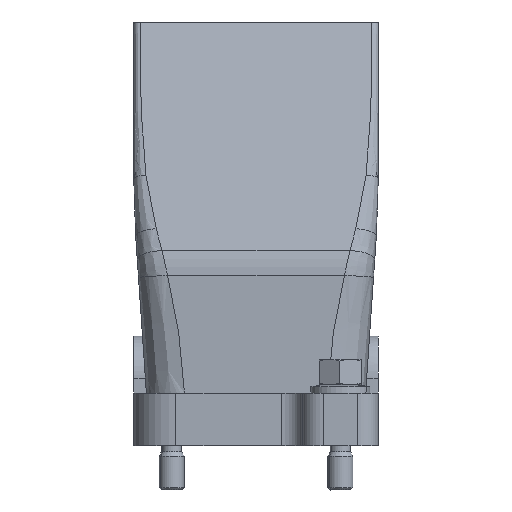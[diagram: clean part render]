
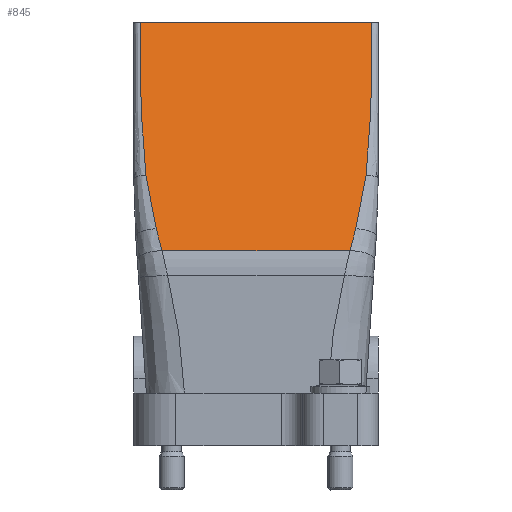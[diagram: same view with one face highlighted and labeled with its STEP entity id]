
A CAD part, front view. The second image highlights one B-rep face of the part: STEP entity #845.
In plain terms, the highlighted planar face has unit normal (0, -0.956, 0.293).
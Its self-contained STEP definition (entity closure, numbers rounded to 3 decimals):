
#744=AXIS2_PLACEMENT_3D('Plane Axis2P3D',#741,#742,#743) ;
#680=CARTESIAN_POINT('Vertex',(1.5,38.5,111.)) ;
#714=CARTESIAN_POINT('Vertex',(2.899,27.355,74.66)) ;
#718=CARTESIAN_POINT('Control Point',(2.899,27.355,74.66)) ;
#719=CARTESIAN_POINT('Control Point',(2.48,28.465,78.278)) ;
#720=CARTESIAN_POINT('Control Point',(2.159,29.577,81.904)) ;
#721=CARTESIAN_POINT('Control Point',(1.929,30.69,85.533)) ;
#722=CARTESIAN_POINT('Control Point',(1.693,32.361,90.982)) ;
#723=CARTESIAN_POINT('Control Point',(1.578,34.032,96.433)) ;
#724=CARTESIAN_POINT('Control Point',(1.551,34.59,98.25)) ;
#725=CARTESIAN_POINT('Control Point',(1.52,35.519,101.28)) ;
#726=CARTESIAN_POINT('Control Point',(1.506,36.448,104.311)) ;
#727=CARTESIAN_POINT('Control Point',(1.503,36.821,105.524)) ;
#728=CARTESIAN_POINT('Control Point',(1.501,37.356,107.269)) ;
#729=CARTESIAN_POINT('Control Point',(1.5,37.891,109.014)) ;
#730=CARTESIAN_POINT('Control Point',(1.5,38.09,109.663)) ;
#731=CARTESIAN_POINT('Control Point',(1.5,38.299,110.343)) ;
#732=CARTESIAN_POINT('Control Point',(1.5,38.5,111.)) ;
#741=CARTESIAN_POINT('Axis2P3D Location',(29.,38.5,111.)) ;
#747=CARTESIAN_POINT('Control Point',(5.338,23.463,61.97)) ;
#748=CARTESIAN_POINT('Control Point',(4.746,24.158,64.235)) ;
#749=CARTESIAN_POINT('Control Point',(4.21,24.857,66.513)) ;
#750=CARTESIAN_POINT('Control Point',(3.744,25.56,68.805)) ;
#751=CARTESIAN_POINT('Control Point',(3.318,26.342,71.358)) ;
#752=CARTESIAN_POINT('Control Point',(2.989,27.129,73.923)) ;
#753=CARTESIAN_POINT('Control Point',(2.958,27.204,74.169)) ;
#754=CARTESIAN_POINT('Control Point',(2.928,27.28,74.414)) ;
#755=CARTESIAN_POINT('Control Point',(2.899,27.355,74.66)) ;
#756=CARTESIAN_POINT('Vertex',(5.338,23.463,61.97)) ;
#760=CARTESIAN_POINT('Control Point',(6.684,21.879,56.804)) ;
#761=CARTESIAN_POINT('Control Point',(6.629,21.943,57.014)) ;
#762=CARTESIAN_POINT('Control Point',(6.574,22.007,57.223)) ;
#763=CARTESIAN_POINT('Control Point',(6.52,22.072,57.432)) ;
#764=CARTESIAN_POINT('Control Point',(6.417,22.192,57.823)) ;
#765=CARTESIAN_POINT('Control Point',(6.314,22.311,58.214)) ;
#766=CARTESIAN_POINT('Control Point',(6.234,22.406,58.523)) ;
#767=CARTESIAN_POINT('Control Point',(6.022,22.653,59.329)) ;
#768=CARTESIAN_POINT('Control Point',(5.813,22.899,60.129)) ;
#769=CARTESIAN_POINT('Control Point',(5.66,23.08,60.72)) ;
#770=CARTESIAN_POINT('Control Point',(5.498,23.272,61.345)) ;
#771=CARTESIAN_POINT('Control Point',(5.338,23.463,61.97)) ;
#772=CARTESIAN_POINT('Vertex',(6.684,21.879,56.804)) ;
#775=CARTESIAN_POINT('Line Origine',(29.,21.879,56.804)) ;
#779=CARTESIAN_POINT('Vertex',(51.316,21.879,56.804)) ;
#783=CARTESIAN_POINT('Control Point',(51.316,21.879,56.804)) ;
#784=CARTESIAN_POINT('Control Point',(51.371,21.943,57.014)) ;
#785=CARTESIAN_POINT('Control Point',(51.426,22.007,57.223)) ;
#786=CARTESIAN_POINT('Control Point',(51.48,22.072,57.432)) ;
#787=CARTESIAN_POINT('Control Point',(51.583,22.192,57.823)) ;
#788=CARTESIAN_POINT('Control Point',(51.686,22.311,58.214)) ;
#789=CARTESIAN_POINT('Control Point',(51.766,22.406,58.523)) ;
#790=CARTESIAN_POINT('Control Point',(51.978,22.653,59.329)) ;
#791=CARTESIAN_POINT('Control Point',(52.187,22.899,60.129)) ;
#792=CARTESIAN_POINT('Control Point',(52.34,23.08,60.72)) ;
#793=CARTESIAN_POINT('Control Point',(52.502,23.272,61.345)) ;
#794=CARTESIAN_POINT('Control Point',(52.662,23.463,61.97)) ;
#795=CARTESIAN_POINT('Vertex',(52.662,23.463,61.97)) ;
#799=CARTESIAN_POINT('Control Point',(52.662,23.463,61.97)) ;
#800=CARTESIAN_POINT('Control Point',(53.254,24.158,64.235)) ;
#801=CARTESIAN_POINT('Control Point',(53.79,24.857,66.513)) ;
#802=CARTESIAN_POINT('Control Point',(54.256,25.56,68.805)) ;
#803=CARTESIAN_POINT('Control Point',(54.682,26.342,71.358)) ;
#804=CARTESIAN_POINT('Control Point',(55.011,27.129,73.923)) ;
#805=CARTESIAN_POINT('Control Point',(55.042,27.204,74.169)) ;
#806=CARTESIAN_POINT('Control Point',(55.072,27.28,74.414)) ;
#807=CARTESIAN_POINT('Control Point',(55.101,27.355,74.66)) ;
#808=CARTESIAN_POINT('Vertex',(55.101,27.355,74.66)) ;
#812=CARTESIAN_POINT('Control Point',(55.101,27.355,74.66)) ;
#813=CARTESIAN_POINT('Control Point',(55.861,29.367,81.22)) ;
#814=CARTESIAN_POINT('Control Point',(56.298,31.388,87.809)) ;
#815=CARTESIAN_POINT('Control Point',(56.459,33.411,94.408)) ;
#816=CARTESIAN_POINT('Control Point',(56.494,35.462,101.095)) ;
#817=CARTESIAN_POINT('Control Point',(56.499,37.513,107.782)) ;
#818=CARTESIAN_POINT('Control Point',(56.499,37.564,107.947)) ;
#819=CARTESIAN_POINT('Control Point',(56.499,37.625,108.147)) ;
#820=CARTESIAN_POINT('Control Point',(56.5,37.687,108.348)) ;
#821=CARTESIAN_POINT('Control Point',(56.5,37.72,108.457)) ;
#822=CARTESIAN_POINT('Control Point',(56.5,37.886,108.999)) ;
#823=CARTESIAN_POINT('Control Point',(56.5,38.06,109.565)) ;
#824=CARTESIAN_POINT('Control Point',(56.5,38.213,110.065)) ;
#825=CARTESIAN_POINT('Control Point',(56.5,38.357,110.535)) ;
#826=CARTESIAN_POINT('Control Point',(56.5,38.5,111.)) ;
#827=CARTESIAN_POINT('Vertex',(56.5,38.5,111.)) ;
#830=CARTESIAN_POINT('Line Origine',(29.,38.5,111.)) ;
#742=DIRECTION('Axis2P3D Direction',(0.,0.956,-0.293)) ;
#743=DIRECTION('Axis2P3D XDirection',(0.,-0.293,-0.956)) ;
#776=DIRECTION('Vector Direction',(-1.,0.,0.)) ;
#831=DIRECTION('Vector Direction',(-1.,0.,0.)) ;
#777=VECTOR('Line Direction',#776,1.) ;
#832=VECTOR('Line Direction',#831,1.) ;
#836=ORIENTED_EDGE('',*,*,#733,.T.) ;
#837=ORIENTED_EDGE('',*,*,#758,.T.) ;
#838=ORIENTED_EDGE('',*,*,#774,.T.) ;
#839=ORIENTED_EDGE('',*,*,#781,.F.) ;
#840=ORIENTED_EDGE('',*,*,#797,.F.) ;
#841=ORIENTED_EDGE('',*,*,#810,.F.) ;
#842=ORIENTED_EDGE('',*,*,#829,.F.) ;
#843=ORIENTED_EDGE('',*,*,#834,.T.) ;
#845=ADVANCED_FACE('Hauptk\X2\00F6\X0\rper',(#844),#745,.F.) ;
#717=B_SPLINE_CURVE_WITH_KNOTS('',5,(#718,#719,#720,#721,#722,#723,#724,#725,#726,#727,#728,#729,#730,#731,#732),.UNSPECIFIED.,.F.,.U.,(6,3,3,3,6),(117.975,137.225,146.849,153.275,156.092),.UNSPECIFIED.) ;
#746=B_SPLINE_CURVE_WITH_KNOTS('',5,(#747,#748,#749,#750,#751,#752,#753,#754,#755),.UNSPECIFIED.,.F.,.U.,(6,3,6),(0.,17.277,19.106),.UNSPECIFIED.) ;
#759=B_SPLINE_CURVE_WITH_KNOTS('',5,(#760,#761,#762,#763,#764,#765,#766,#767,#768,#769,#770,#771),.UNSPECIFIED.,.F.,.U.,(6,3,3,6),(0.,1.585,2.971,7.719),.UNSPECIFIED.) ;
#782=B_SPLINE_CURVE_WITH_KNOTS('',5,(#783,#784,#785,#786,#787,#788,#789,#790,#791,#792,#793,#794),.UNSPECIFIED.,.F.,.U.,(6,3,3,6),(0.,1.585,2.971,7.719),.UNSPECIFIED.) ;
#798=B_SPLINE_CURVE_WITH_KNOTS('',5,(#799,#800,#801,#802,#803,#804,#805,#806,#807),.UNSPECIFIED.,.F.,.U.,(6,3,6),(0.,17.277,19.106),.UNSPECIFIED.) ;
#811=B_SPLINE_CURVE_WITH_KNOTS('',5,(#812,#813,#814,#815,#816,#817,#818,#819,#820,#821,#822,#823,#824,#825,#826),.UNSPECIFIED.,.F.,.U.,(6,3,3,3,6),(0.,49.056,49.745,50.541,53.685),.UNSPECIFIED.) ;
#733=EDGE_CURVE('',#681,#715,#717,.F.) ;
#758=EDGE_CURVE('',#715,#757,#746,.F.) ;
#774=EDGE_CURVE('',#757,#773,#759,.F.) ;
#781=EDGE_CURVE('',#780,#773,#778,.T.) ;
#797=EDGE_CURVE('',#796,#780,#782,.F.) ;
#810=EDGE_CURVE('',#809,#796,#798,.F.) ;
#829=EDGE_CURVE('',#828,#809,#811,.F.) ;
#834=EDGE_CURVE('',#828,#681,#833,.T.) ;
#835=EDGE_LOOP('',(#836,#837,#838,#839,#840,#841,#842,#843)) ;
#844=FACE_OUTER_BOUND('',#835,.T.) ;
#778=LINE('Line',#775,#777) ;
#833=LINE('Line',#830,#832) ;
#745=PLANE('',#744) ;
#681=VERTEX_POINT('',#680) ;
#715=VERTEX_POINT('',#714) ;
#757=VERTEX_POINT('',#756) ;
#773=VERTEX_POINT('',#772) ;
#780=VERTEX_POINT('',#779) ;
#796=VERTEX_POINT('',#795) ;
#809=VERTEX_POINT('',#808) ;
#828=VERTEX_POINT('',#827) ;
